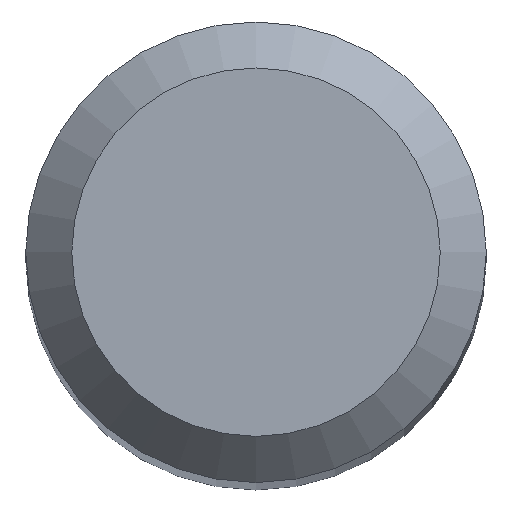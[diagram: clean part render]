
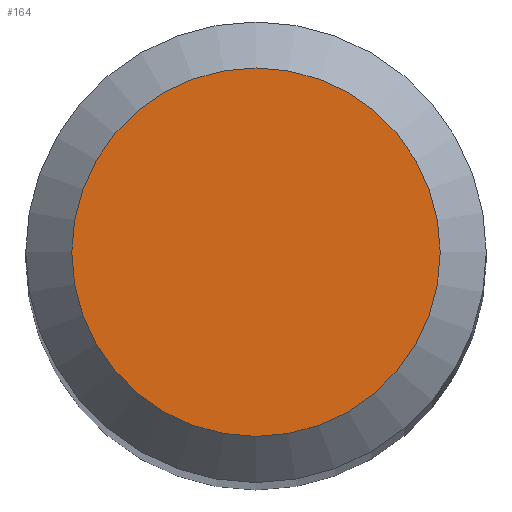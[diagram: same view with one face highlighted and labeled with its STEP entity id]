
A CAD part, top view. The second image highlights one B-rep face of the part: STEP entity #164.
In plain terms, the highlighted planar face has unit normal (0, 0, 1).
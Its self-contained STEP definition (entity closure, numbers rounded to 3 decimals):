
#20 = DIRECTION ( 'NONE',  ( 0., 1., 0. ) ) ;
#29 = CIRCLE ( 'NONE', #206, 1.2 ) ;
#32 = PLANE ( 'NONE',  #43 ) ;
#43 = AXIS2_PLACEMENT_3D ( 'NONE', #71, #104, #20 ) ;
#50 = FACE_OUTER_BOUND ( 'NONE', #58, .T. ) ;
#52 = EDGE_CURVE ( 'NONE', #213, #213, #29, .T. ) ;
#58 = EDGE_LOOP ( 'NONE', ( #172 ) ) ;
#66 = CARTESIAN_POINT ( 'NONE',  ( 0., 0., 38. ) ) ;
#71 = CARTESIAN_POINT ( 'NONE',  ( 0., 0., 38. ) ) ;
#91 = DIRECTION ( 'NONE',  ( 0., 0., -1. ) ) ;
#104 = DIRECTION ( 'NONE',  ( 0., 0., -1. ) ) ;
#109 = CARTESIAN_POINT ( 'NONE',  ( 0., 1.2, 38. ) ) ;
#157 = DIRECTION ( 'NONE',  ( 0., 1., 0. ) ) ;
#164 = ADVANCED_FACE ( 'NONE', ( #50 ), #32, .F. ) ;
#172 = ORIENTED_EDGE ( 'NONE', *, *, #52, .F. ) ;
#206 = AXIS2_PLACEMENT_3D ( 'NONE', #66, #91, #157 ) ;
#213 = VERTEX_POINT ( 'NONE', #109 ) ;
